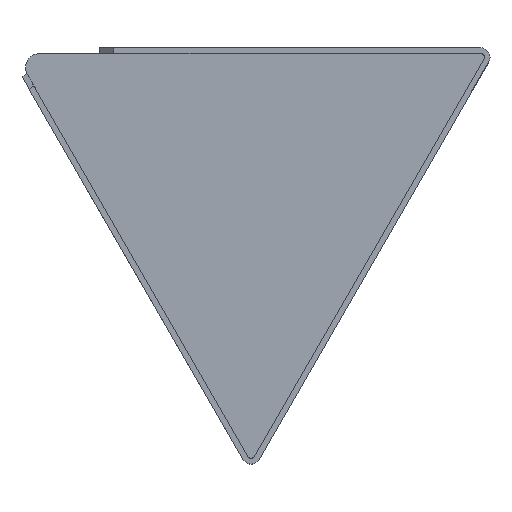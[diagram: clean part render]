
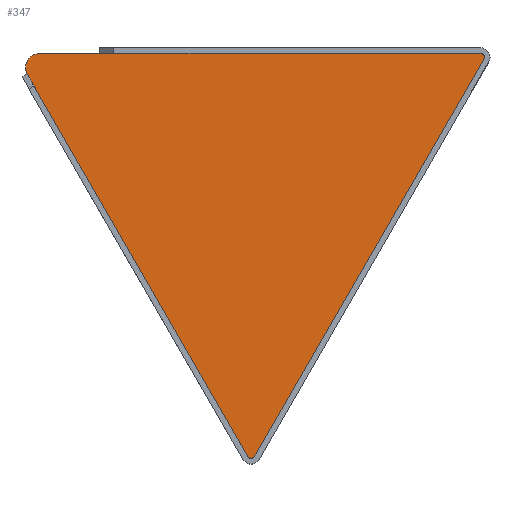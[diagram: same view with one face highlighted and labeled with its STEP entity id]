
A CAD part, top view. The second image highlights one B-rep face of the part: STEP entity #347.
In plain terms, the highlighted planar face has unit normal (0, 0, 1).
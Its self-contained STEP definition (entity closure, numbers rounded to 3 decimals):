
#24=CIRCLE('',#383,3.);
#26=CIRCLE('',#387,0.8);
#27=CIRCLE('',#388,0.8);
#38=FACE_OUTER_BOUND('',#57,.T.);
#57=EDGE_LOOP('',(#270,#271,#272,#273,#274,#275,#276));
#74=LINE('',#516,#113);
#86=LINE('',#548,#125);
#93=LINE('',#565,#132);
#95=LINE('',#571,#134);
#113=VECTOR('',#413,10.);
#125=VECTOR('',#439,10.);
#132=VECTOR('',#456,10.);
#134=VECTOR('',#462,10.);
#151=VERTEX_POINT('',#513);
#152=VERTEX_POINT('',#515);
#164=VERTEX_POINT('',#545);
#165=VERTEX_POINT('',#547);
#168=VERTEX_POINT('',#557);
#171=VERTEX_POINT('',#568);
#172=VERTEX_POINT('',#570);
#184=EDGE_CURVE('',#152,#151,#74,.T.);
#200=EDGE_CURVE('',#165,#164,#86,.T.);
#205=EDGE_CURVE('',#152,#168,#24,.T.);
#209=EDGE_CURVE('',#164,#168,#93,.T.);
#211=EDGE_CURVE('',#151,#171,#26,.T.);
#212=EDGE_CURVE('',#171,#172,#95,.T.);
#213=EDGE_CURVE('',#172,#165,#27,.F.);
#270=ORIENTED_EDGE('',*,*,#205,.F.);
#271=ORIENTED_EDGE('',*,*,#184,.T.);
#272=ORIENTED_EDGE('',*,*,#211,.T.);
#273=ORIENTED_EDGE('',*,*,#212,.T.);
#274=ORIENTED_EDGE('',*,*,#213,.T.);
#275=ORIENTED_EDGE('',*,*,#200,.T.);
#276=ORIENTED_EDGE('',*,*,#209,.T.);
#332=PLANE('',#386);
#347=ADVANCED_FACE('',(#38),#332,.T.);
#383=AXIS2_PLACEMENT_3D('',#558,#448,#449);
#386=AXIS2_PLACEMENT_3D('',#567,#458,#459);
#387=AXIS2_PLACEMENT_3D('',#569,#460,#461);
#388=AXIS2_PLACEMENT_3D('',#572,#463,#464);
#413=DIRECTION('',(0.5,-0.866,0.));
#439=DIRECTION('',(-1.,0.,0.));
#448=DIRECTION('center_axis',(0.,0.,-1.));
#449=DIRECTION('ref_axis',(-0.896,-0.443,0.));
#456=DIRECTION('',(-1.,0.,0.));
#458=DIRECTION('center_axis',(0.,0.,1.));
#459=DIRECTION('ref_axis',(1.,0.,0.));
#460=DIRECTION('center_axis',(0.,0.,1.));
#461=DIRECTION('ref_axis',(0.,-1.,0.));
#462=DIRECTION('',(0.5,0.866,0.));
#463=DIRECTION('center_axis',(0.,0.,-1.));
#464=DIRECTION('ref_axis',(0.866,0.5,0.));
#513=CARTESIAN_POINT('',(-0.693,1.2,1.2));
#515=CARTESIAN_POINT('',(-47.5,82.272,1.2));
#516=CARTESIAN_POINT('',(-34.765,60.214,1.2));
#545=CARTESIAN_POINT('',(-32.078,86.603,1.2));
#547=CARTESIAN_POINT('',(48.614,86.603,1.2));
#548=CARTESIAN_POINT('',(26.039,86.603,1.2));
#557=CARTESIAN_POINT('',(-44.811,86.603,1.2));
#558=CARTESIAN_POINT('Origin',(-44.811,83.603,1.2));
#565=CARTESIAN_POINT('',(26.039,86.603,1.2));
#567=CARTESIAN_POINT('Origin',(0.,42.701,1.2));
#568=CARTESIAN_POINT('',(0.693,1.2,1.2));
#569=CARTESIAN_POINT('Origin',(0.,1.6,1.2));
#570=CARTESIAN_POINT('',(49.307,85.403,1.2));
#571=CARTESIAN_POINT('',(8.725,15.113,1.2));
#572=CARTESIAN_POINT('Origin',(48.614,85.803,1.2));
